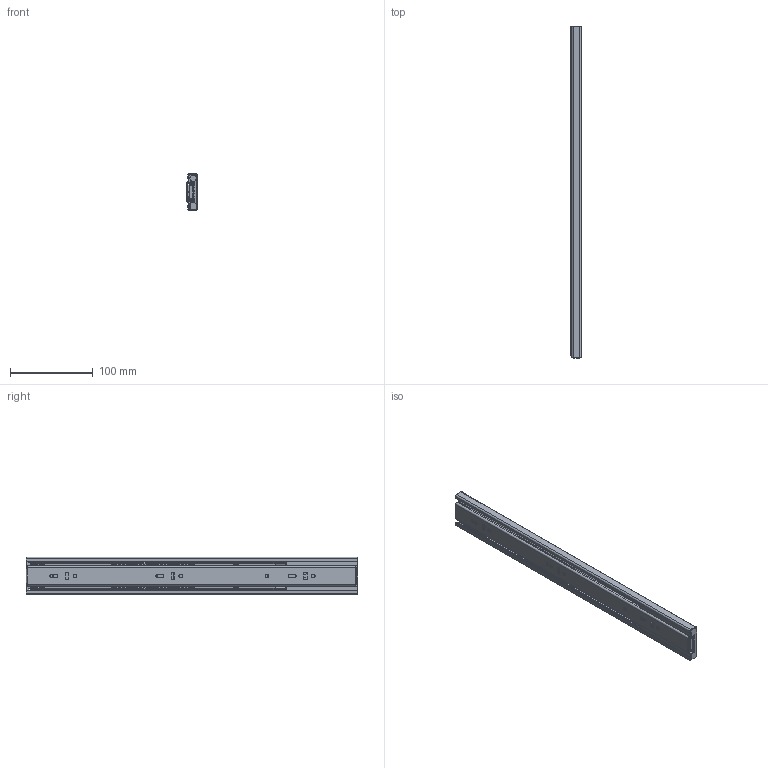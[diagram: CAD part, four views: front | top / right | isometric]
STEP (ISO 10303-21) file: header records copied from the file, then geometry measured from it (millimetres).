
FILE_DESCRIPTION((''),'2;1');
FILE_NAME('ASM0007_ASM','2017-02-12T',('genhom'),(''),'CREO PARAMETRIC BY PTC INC, 2014190','CREO PARAMETRIC BY PTC INC, 2014190','');
FILE_SCHEMA(('CONFIG_CONTROL_DESIGN'));
Length unit declared in the file: millimetre
Products named in the file (16): PRT0019; PRT0020; PRT0021; 45_STOPER; PRT0001; PRT0002; PRT0003; PRT0022; ASM0001_ASM; CAGE; BALL; BALLCAGE_ASM; PLASCTI; BALL1; PLACTICCAGE_ASM; ASM0007_ASM
Assembly tree (25 placements, depth 3):
  ASM0007_ASM
    PRT0019
    PRT0020
    PRT0021
    45_STOPER
    ASM0001_ASM
      PRT0001
      PRT0002
      PRT0003
      PRT0022
    BALLCAGE_ASM  x4
      CAGE
      BALL
    PLACTICCAGE_ASM  x2
      PLASCTI
      BALL1
Bounding box: 12.8 x 401 x 45.4 mm (x, y, z)
Volume: 97912.2 mm3; surface area: 154679.2 mm2
Topology: 14 solids, 38 shells, 1198 faces, 3488 edges, 2253 vertices
Faces by surface type: plane 650, cylinder 452, sphere 56, torus 40
Entity records: 27057 total; most frequent: CARTESIAN_POINT 5246, ORIENTED_EDGE 4560, DIRECTION 4477, EDGE_CURVE 2280, VECTOR 1569, LINE 1569, VERTEX_POINT 1497, AXIS2_PLACEMENT_3D 1454
